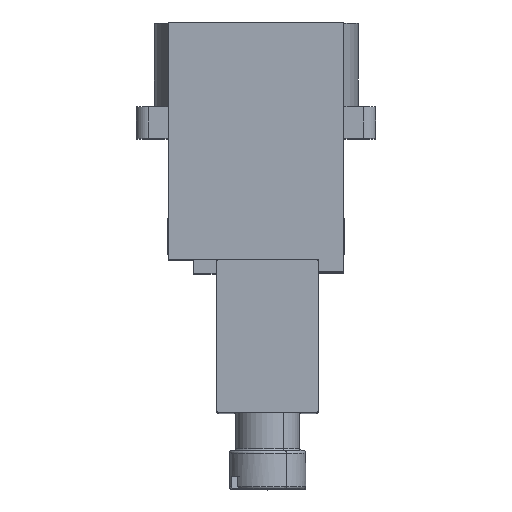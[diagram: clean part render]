
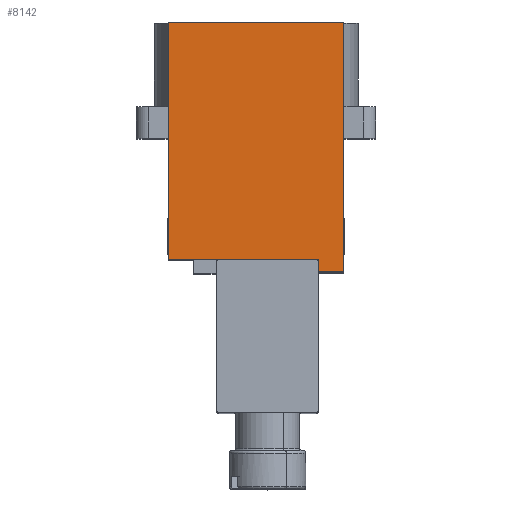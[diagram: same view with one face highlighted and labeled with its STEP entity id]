
A CAD part, top view. The second image highlights one B-rep face of the part: STEP entity #8142.
In plain terms, the highlighted face is planar.
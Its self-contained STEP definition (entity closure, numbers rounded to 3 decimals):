
#175 = EDGE_CURVE ( 'NONE', #15266, #10322, #8616, .T. ) ;
#196 = VECTOR ( 'NONE', #2516, 1000. ) ;
#329 = CARTESIAN_POINT ( 'NONE',  ( -34.5, 19.6, -6.9 ) ) ;
#604 = AXIS2_PLACEMENT_3D ( 'NONE', #4670, #11356, #4494 ) ;
#1294 = LINE ( 'NONE', #11879, #196 ) ;
#1487 = LINE ( 'NONE', #16162, #10761 ) ;
#2516 = DIRECTION ( 'NONE',  ( 0., 0., 1. ) ) ;
#3286 = FACE_OUTER_BOUND ( 'NONE', #5432, .T. ) ;
#3462 = PLANE ( 'NONE',  #604 ) ;
#3512 = ORIENTED_EDGE ( 'NONE', *, *, #5773, .F. ) ;
#4020 = ORIENTED_EDGE ( 'NONE', *, *, #175, .T. ) ;
#4065 = EDGE_CURVE ( 'NONE', #12385, #4839, #7327, .T. ) ;
#4494 = DIRECTION ( 'NONE',  ( 0., 0., -1. ) ) ;
#4670 = CARTESIAN_POINT ( 'NONE',  ( -34.5, 0., 6.9 ) ) ;
#4779 = VERTEX_POINT ( 'NONE', #9472 ) ;
#4839 = VERTEX_POINT ( 'NONE', #14942 ) ;
#5013 = CARTESIAN_POINT ( 'NONE',  ( -34.5, 0., 6.9 ) ) ;
#5432 = EDGE_LOOP ( 'NONE', ( #4020, #7384, #3512, #11172, #14755, #9025 ) ) ;
#5684 = EDGE_CURVE ( 'NONE', #4779, #4839, #10329, .T. ) ;
#5773 = EDGE_CURVE ( 'NONE', #4779, #7236, #1487, .T. ) ;
#5835 = CARTESIAN_POINT ( 'NONE',  ( -34.5, 0., -6.9 ) ) ;
#7236 = VERTEX_POINT ( 'NONE', #12113 ) ;
#7327 = LINE ( 'NONE', #12710, #11490 ) ;
#7384 = ORIENTED_EDGE ( 'NONE', *, *, #8242, .F. ) ;
#7394 = DIRECTION ( 'NONE',  ( 0., -1., 0. ) ) ;
#8142 = ADVANCED_FACE ( 'NONE', ( #3286 ), #3462, .F. ) ;
#8242 = EDGE_CURVE ( 'NONE', #7236, #10322, #14143, .T. ) ;
#8537 = DIRECTION ( 'NONE',  ( 0., -1., 0. ) ) ;
#8616 = LINE ( 'NONE', #5835, #16525 ) ;
#8872 = CARTESIAN_POINT ( 'NONE',  ( -34.5, 18.6, 6.9 ) ) ;
#9025 = ORIENTED_EDGE ( 'NONE', *, *, #10962, .F. ) ;
#9129 = DIRECTION ( 'NONE',  ( 0., 0., -1. ) ) ;
#9472 = CARTESIAN_POINT ( 'NONE',  ( -34.5, 18.6, 6.9 ) ) ;
#10322 = VERTEX_POINT ( 'NONE', #11307 ) ;
#10329 = LINE ( 'NONE', #8872, #14118 ) ;
#10761 = VECTOR ( 'NONE', #13553, 1000. ) ;
#10962 = EDGE_CURVE ( 'NONE', #15266, #12385, #1294, .T. ) ;
#11172 = ORIENTED_EDGE ( 'NONE', *, *, #5684, .T. ) ;
#11307 = CARTESIAN_POINT ( 'NONE',  ( -34.5, 0., -6.9 ) ) ;
#11356 = DIRECTION ( 'NONE',  ( 1., 0., 0. ) ) ;
#11490 = VECTOR ( 'NONE', #8537, 1000. ) ;
#11879 = CARTESIAN_POINT ( 'NONE',  ( -34.5, 19.6, -6.9 ) ) ;
#12113 = CARTESIAN_POINT ( 'NONE',  ( -34.5, 0., 6.9 ) ) ;
#12385 = VERTEX_POINT ( 'NONE', #12924 ) ;
#12710 = CARTESIAN_POINT ( 'NONE',  ( -34.5, 19.6, -4.9 ) ) ;
#12924 = CARTESIAN_POINT ( 'NONE',  ( -34.5, 19.6, -4.9 ) ) ;
#13553 = DIRECTION ( 'NONE',  ( 0., -1., 0. ) ) ;
#14118 = VECTOR ( 'NONE', #9129, 1000. ) ;
#14143 = LINE ( 'NONE', #5013, #15588 ) ;
#14755 = ORIENTED_EDGE ( 'NONE', *, *, #4065, .F. ) ;
#14942 = CARTESIAN_POINT ( 'NONE',  ( -34.5, 18.6, -4.9 ) ) ;
#15266 = VERTEX_POINT ( 'NONE', #329 ) ;
#15588 = VECTOR ( 'NONE', #15620, 1000. ) ;
#15620 = DIRECTION ( 'NONE',  ( 0., 0., -1. ) ) ;
#16162 = CARTESIAN_POINT ( 'NONE',  ( -34.5, 0., 6.9 ) ) ;
#16525 = VECTOR ( 'NONE', #7394, 1000. ) ;
